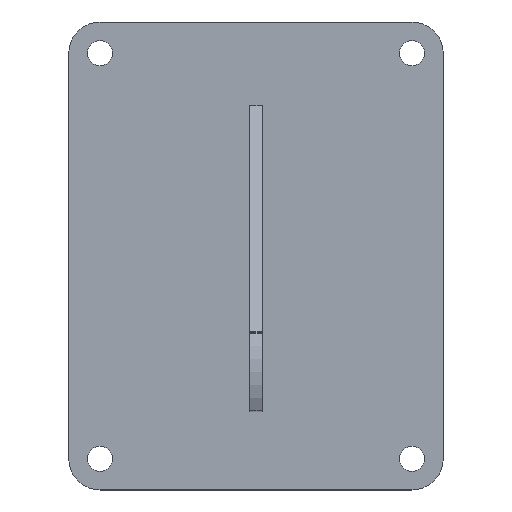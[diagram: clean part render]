
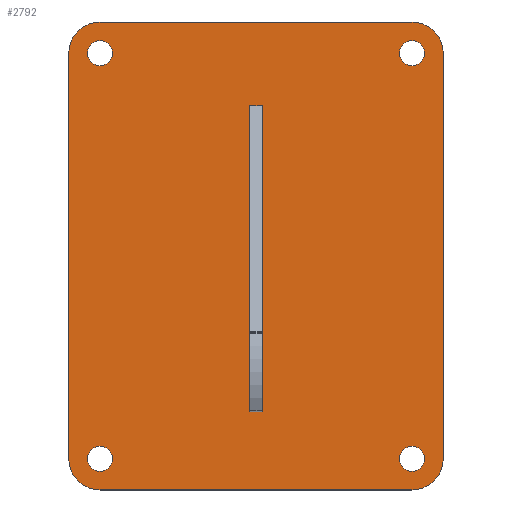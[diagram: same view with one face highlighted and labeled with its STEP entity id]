
A CAD part, top view. The second image highlights one B-rep face of the part: STEP entity #2792.
In plain terms, the highlighted planar face has unit normal (0, 0, 1).
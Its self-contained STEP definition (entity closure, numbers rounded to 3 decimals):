
#3 = EDGE_CURVE ( 'NONE', #389, #2494, #1142, .T. ) ;
#21 = EDGE_CURVE ( 'NONE', #123, #1808, #2188, .T. ) ;
#53 = CARTESIAN_POINT ( 'NONE',  ( -120., 55., 8. ) ) ;
#107 = FACE_BOUND ( 'NONE', #2602, .T. ) ;
#113 = ORIENTED_EDGE ( 'NONE', *, *, #335, .F. ) ;
#123 = VERTEX_POINT ( 'NONE', #1901 ) ;
#153 = DIRECTION ( 'NONE',  ( 1., 0., 0. ) ) ;
#156 = CARTESIAN_POINT ( 'NONE',  ( 108., -205., 8. ) ) ;
#165 = CARTESIAN_POINT ( 'NONE',  ( 120., 75., 8. ) ) ;
#173 = ORIENTED_EDGE ( 'NONE', *, *, #441, .F. ) ;
#179 = DIRECTION ( 'NONE',  ( 0., 0., 1. ) ) ;
#201 = DIRECTION ( 'NONE',  ( -1., 0., 0. ) ) ;
#221 = CIRCLE ( 'NONE', #485, 20. ) ;
#259 = VECTOR ( 'NONE', #153, 1000. ) ;
#270 = ORIENTED_EDGE ( 'NONE', *, *, #2464, .F. ) ;
#321 = EDGE_CURVE ( 'NONE', #1492, #876, #388, .T. ) ;
#335 = EDGE_CURVE ( 'NONE', #999, #2083, #2326, .T. ) ;
#347 = EDGE_LOOP ( 'NONE', ( #1422, #1912 ) ) ;
#357 = DIRECTION ( 'NONE',  ( 1., 0., 0. ) ) ;
#371 = FACE_BOUND ( 'NONE', #2119, .T. ) ;
#388 = LINE ( 'NONE', #1890, #259 ) ;
#389 = VERTEX_POINT ( 'NONE', #2434 ) ;
#400 = DIRECTION ( 'NONE',  ( 0., 0., 1. ) ) ;
#412 = DIRECTION ( 'NONE',  ( 0., 0., 1. ) ) ;
#414 = VECTOR ( 'NONE', #1039, 1000. ) ;
#424 = CARTESIAN_POINT ( 'NONE',  ( 120., 55., 8. ) ) ;
#441 = EDGE_CURVE ( 'NONE', #2612, #1940, #1993, .T. ) ;
#465 = CARTESIAN_POINT ( 'NONE',  ( -92., -205., 8. ) ) ;
#485 = AXIS2_PLACEMENT_3D ( 'NONE', #1245, #1005, #2498 ) ;
#522 = AXIS2_PLACEMENT_3D ( 'NONE', #1250, #179, #357 ) ;
#525 = CARTESIAN_POINT ( 'NONE',  ( 100., -205., 8. ) ) ;
#547 = FACE_BOUND ( 'NONE', #347, .T. ) ;
#557 = FACE_BOUND ( 'NONE', #982, .T. ) ;
#574 = AXIS2_PLACEMENT_3D ( 'NONE', #798, #813, #1047 ) ;
#578 = AXIS2_PLACEMENT_3D ( 'NONE', #2656, #400, #1310 ) ;
#587 = ORIENTED_EDGE ( 'NONE', *, *, #1362, .T. ) ;
#628 = DIRECTION ( 'NONE',  ( 1., 0., 0. ) ) ;
#682 = CARTESIAN_POINT ( 'NONE',  ( -92., 55., 8. ) ) ;
#714 = CARTESIAN_POINT ( 'NONE',  ( 120., 75., 8. ) ) ;
#747 = DIRECTION ( 'NONE',  ( -1., 0., 0. ) ) ;
#756 = DIRECTION ( 'NONE',  ( -1., 0., 0. ) ) ;
#782 = VECTOR ( 'NONE', #2189, 1000. ) ;
#798 = CARTESIAN_POINT ( 'NONE',  ( 100., 55., 8. ) ) ;
#813 = DIRECTION ( 'NONE',  ( 0., 0., 1. ) ) ;
#876 = VERTEX_POINT ( 'NONE', #2051 ) ;
#888 = CIRCLE ( 'NONE', #1380, 8. ) ;
#922 = CIRCLE ( 'NONE', #574, 8. ) ;
#972 = DIRECTION ( 'NONE',  ( -1., 0., 0. ) ) ;
#982 = EDGE_LOOP ( 'NONE', ( #1677, #113 ) ) ;
#987 = ORIENTED_EDGE ( 'NONE', *, *, #321, .T. ) ;
#995 = AXIS2_PLACEMENT_3D ( 'NONE', #2818, #412, #1070 ) ;
#999 = VERTEX_POINT ( 'NONE', #465 ) ;
#1005 = DIRECTION ( 'NONE',  ( 0., 0., 1. ) ) ;
#1014 = AXIS2_PLACEMENT_3D ( 'NONE', #1326, #1281, #628 ) ;
#1039 = DIRECTION ( 'NONE',  ( 0., -1., 0. ) ) ;
#1047 = DIRECTION ( 'NONE',  ( 1., 0., 0. ) ) ;
#1066 = CARTESIAN_POINT ( 'NONE',  ( -120., -225., 8. ) ) ;
#1070 = DIRECTION ( 'NONE',  ( 1., 0., 0. ) ) ;
#1072 = EDGE_CURVE ( 'NONE', #1200, #389, #1620, .T. ) ;
#1093 = CARTESIAN_POINT ( 'NONE',  ( -108., 55., 8. ) ) ;
#1115 = CIRCLE ( 'NONE', #2478, 20. ) ;
#1129 = DIRECTION ( 'NONE',  ( 0., 0., 1. ) ) ;
#1142 = CIRCLE ( 'NONE', #1491, 20. ) ;
#1152 = ORIENTED_EDGE ( 'NONE', *, *, #1072, .T. ) ;
#1200 = VERTEX_POINT ( 'NONE', #1241 ) ;
#1241 = CARTESIAN_POINT ( 'NONE',  ( 100., 75., 8. ) ) ;
#1243 = CIRCLE ( 'NONE', #2146, 20. ) ;
#1245 = CARTESIAN_POINT ( 'NONE',  ( 100., 55., 8. ) ) ;
#1250 = CARTESIAN_POINT ( 'NONE',  ( -100., -205., 8. ) ) ;
#1261 = CARTESIAN_POINT ( 'NONE',  ( -120., -225., 8. ) ) ;
#1280 = VERTEX_POINT ( 'NONE', #1425 ) ;
#1281 = DIRECTION ( 'NONE',  ( 0., 0., 1. ) ) ;
#1293 = DIRECTION ( 'NONE',  ( -1., 0., 0. ) ) ;
#1300 = DIRECTION ( 'NONE',  ( 1., 0., 0. ) ) ;
#1310 = DIRECTION ( 'NONE',  ( 1., 0., 0. ) ) ;
#1326 = CARTESIAN_POINT ( 'NONE',  ( -100., 55., 8. ) ) ;
#1328 = ORIENTED_EDGE ( 'NONE', *, *, #2820, .F. ) ;
#1350 = CARTESIAN_POINT ( 'NONE',  ( -100., -225., 8. ) ) ;
#1354 = EDGE_CURVE ( 'NONE', #2083, #999, #1828, .T. ) ;
#1357 = ORIENTED_EDGE ( 'NONE', *, *, #1590, .T. ) ;
#1362 = EDGE_CURVE ( 'NONE', #1569, #1492, #1243, .T. ) ;
#1380 = AXIS2_PLACEMENT_3D ( 'NONE', #1493, #1544, #1300 ) ;
#1422 = ORIENTED_EDGE ( 'NONE', *, *, #1762, .F. ) ;
#1425 = CARTESIAN_POINT ( 'NONE',  ( 120., -205., 8. ) ) ;
#1428 = DIRECTION ( 'NONE',  ( 0., 0., 1. ) ) ;
#1472 = VERTEX_POINT ( 'NONE', #682 ) ;
#1491 = AXIS2_PLACEMENT_3D ( 'NONE', #2387, #1499, #201 ) ;
#1492 = VERTEX_POINT ( 'NONE', #1350 ) ;
#1493 = CARTESIAN_POINT ( 'NONE',  ( 100., -205., 8. ) ) ;
#1499 = DIRECTION ( 'NONE',  ( 0., 0., 1. ) ) ;
#1501 = AXIS2_PLACEMENT_3D ( 'NONE', #2469, #2630, #2689 ) ;
#1508 = ORIENTED_EDGE ( 'NONE', *, *, #21, .F. ) ;
#1544 = DIRECTION ( 'NONE',  ( 0., 0., 1. ) ) ;
#1569 = VERTEX_POINT ( 'NONE', #2728 ) ;
#1590 = EDGE_CURVE ( 'NONE', #1666, #1200, #221, .T. ) ;
#1620 = LINE ( 'NONE', #714, #1761 ) ;
#1641 = PLANE ( 'NONE',  #2765 ) ;
#1666 = VERTEX_POINT ( 'NONE', #424 ) ;
#1677 = ORIENTED_EDGE ( 'NONE', *, *, #1354, .F. ) ;
#1761 = VECTOR ( 'NONE', #972, 1000. ) ;
#1762 = EDGE_CURVE ( 'NONE', #2466, #1472, #2286, .T. ) ;
#1808 = VERTEX_POINT ( 'NONE', #2840 ) ;
#1828 = CIRCLE ( 'NONE', #578, 8. ) ;
#1876 = DIRECTION ( 'NONE',  ( 0., 0., -1. ) ) ;
#1889 = FACE_OUTER_BOUND ( 'NONE', #2253, .T. ) ;
#1890 = CARTESIAN_POINT ( 'NONE',  ( -120., -225., 8. ) ) ;
#1901 = CARTESIAN_POINT ( 'NONE',  ( 108., 55., 8. ) ) ;
#1903 = ORIENTED_EDGE ( 'NONE', *, *, #3, .T. ) ;
#1912 = ORIENTED_EDGE ( 'NONE', *, *, #2381, .F. ) ;
#1937 = CARTESIAN_POINT ( 'NONE',  ( -100., -205., 8. ) ) ;
#1940 = VERTEX_POINT ( 'NONE', #2295 ) ;
#1979 = DIRECTION ( 'NONE',  ( 0., 0., 1. ) ) ;
#1993 = CIRCLE ( 'NONE', #2185, 8. ) ;
#2028 = EDGE_CURVE ( 'NONE', #1808, #123, #922, .T. ) ;
#2051 = CARTESIAN_POINT ( 'NONE',  ( 100., -225., 8. ) ) ;
#2083 = VERTEX_POINT ( 'NONE', #2339 ) ;
#2119 = EDGE_LOOP ( 'NONE', ( #270, #173 ) ) ;
#2141 = LINE ( 'NONE', #1066, #782 ) ;
#2146 = AXIS2_PLACEMENT_3D ( 'NONE', #1937, #1979, #1293 ) ;
#2165 = DIRECTION ( 'NONE',  ( 1., 0., 0. ) ) ;
#2176 = EDGE_CURVE ( 'NONE', #876, #1280, #1115, .T. ) ;
#2185 = AXIS2_PLACEMENT_3D ( 'NONE', #2215, #1129, #2165 ) ;
#2188 = CIRCLE ( 'NONE', #995, 8. ) ;
#2189 = DIRECTION ( 'NONE',  ( 0., 1., 0. ) ) ;
#2215 = CARTESIAN_POINT ( 'NONE',  ( 100., -205., 8. ) ) ;
#2253 = EDGE_LOOP ( 'NONE', ( #2444, #587, #987, #2298, #1328, #1357, #1152, #1903 ) ) ;
#2286 = CIRCLE ( 'NONE', #1501, 8. ) ;
#2295 = CARTESIAN_POINT ( 'NONE',  ( 92., -205., 8. ) ) ;
#2298 = ORIENTED_EDGE ( 'NONE', *, *, #2176, .T. ) ;
#2326 = CIRCLE ( 'NONE', #522, 8. ) ;
#2339 = CARTESIAN_POINT ( 'NONE',  ( -108., -205., 8. ) ) ;
#2381 = EDGE_CURVE ( 'NONE', #1472, #2466, #2721, .T. ) ;
#2387 = CARTESIAN_POINT ( 'NONE',  ( -100., 55., 8. ) ) ;
#2419 = EDGE_CURVE ( 'NONE', #1569, #2494, #2141, .T. ) ;
#2434 = CARTESIAN_POINT ( 'NONE',  ( -100., 75., 8. ) ) ;
#2444 = ORIENTED_EDGE ( 'NONE', *, *, #2419, .F. ) ;
#2464 = EDGE_CURVE ( 'NONE', #1940, #2612, #888, .T. ) ;
#2466 = VERTEX_POINT ( 'NONE', #1093 ) ;
#2469 = CARTESIAN_POINT ( 'NONE',  ( -100., 55., 8. ) ) ;
#2478 = AXIS2_PLACEMENT_3D ( 'NONE', #525, #1428, #747 ) ;
#2494 = VERTEX_POINT ( 'NONE', #53 ) ;
#2498 = DIRECTION ( 'NONE',  ( -1., 0., 0. ) ) ;
#2602 = EDGE_LOOP ( 'NONE', ( #2804, #1508 ) ) ;
#2612 = VERTEX_POINT ( 'NONE', #156 ) ;
#2630 = DIRECTION ( 'NONE',  ( 0., 0., 1. ) ) ;
#2656 = CARTESIAN_POINT ( 'NONE',  ( -100., -205., 8. ) ) ;
#2689 = DIRECTION ( 'NONE',  ( 1., 0., 0. ) ) ;
#2721 = CIRCLE ( 'NONE', #1014, 8. ) ;
#2728 = CARTESIAN_POINT ( 'NONE',  ( -120., -205., 8. ) ) ;
#2765 = AXIS2_PLACEMENT_3D ( 'NONE', #1261, #1876, #756 ) ;
#2786 = LINE ( 'NONE', #165, #414 ) ;
#2792 = ADVANCED_FACE ( 'NONE', ( #1889, #547, #107, #371, #557 ), #1641, .F. ) ;
#2804 = ORIENTED_EDGE ( 'NONE', *, *, #2028, .F. ) ;
#2818 = CARTESIAN_POINT ( 'NONE',  ( 100., 55., 8. ) ) ;
#2820 = EDGE_CURVE ( 'NONE', #1666, #1280, #2786, .T. ) ;
#2840 = CARTESIAN_POINT ( 'NONE',  ( 92., 55., 8. ) ) ;
